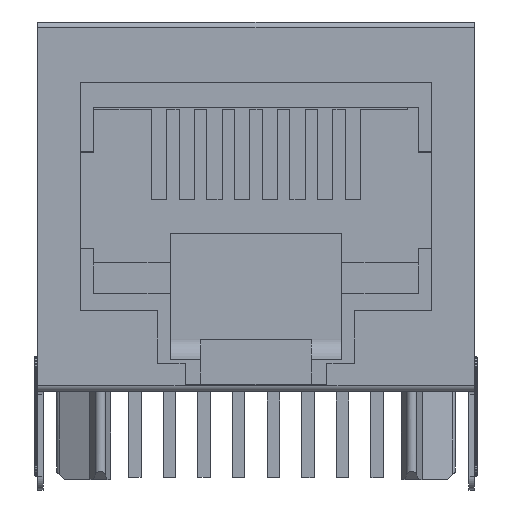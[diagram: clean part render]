
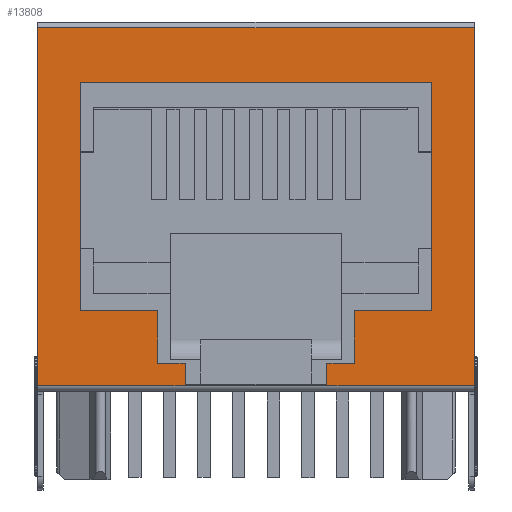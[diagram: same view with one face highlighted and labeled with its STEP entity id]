
A CAD part, top view. The second image highlights one B-rep face of the part: STEP entity #13808.
In plain terms, the highlighted planar face has unit normal (0, 0, 1).
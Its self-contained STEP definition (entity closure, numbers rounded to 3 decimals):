
#1035 = VERTEX_POINT ( 'NONE', #13229 ) ;
#1036 = VERTEX_POINT ( 'NONE', #13228 ) ;
#1037 = VERTEX_POINT ( 'NONE', #13227 ) ;
#1038 = VERTEX_POINT ( 'NONE', #13225 ) ;
#1039 = VERTEX_POINT ( 'NONE', #13223 ) ;
#1040 = VERTEX_POINT ( 'NONE', #13221 ) ;
#1041 = VERTEX_POINT ( 'NONE', #13220 ) ;
#1586 = AXIS2_PLACEMENT_3D ( 'NONE', #2633, #2634, #2635 ) ;
#2614 = PLANE ( 'NONE',  #1586 ) ;
#2633 = CARTESIAN_POINT ( 'NONE',  ( -7.811, -6.642, 0.254 ) ) ;
#2634 = DIRECTION ( 'NONE',  ( 0., 0., 1. ) ) ;
#2635 = DIRECTION ( 'NONE',  ( 1., 0., 0. ) ) ;
#3109 = FACE_OUTER_BOUND ( 'NONE', #16970, .T. ) ;
#3393 = LINE ( 'NONE', #7214, #3396 ) ;
#3396 = VECTOR ( 'NONE', #7216, 1000. ) ;
#3408 = LINE ( 'NONE', #7229, #3410 ) ;
#3409 = LINE ( 'NONE', #7239, #3412 ) ;
#3410 = VECTOR ( 'NONE', #7230, 1000. ) ;
#3411 = LINE ( 'NONE', #7241, #3414 ) ;
#3412 = VECTOR ( 'NONE', #7240, 1000. ) ;
#3413 = LINE ( 'NONE', #7243, #3416 ) ;
#3414 = VECTOR ( 'NONE', #7242, 1000. ) ;
#3415 = LINE ( 'NONE', #7245, #3418 ) ;
#3416 = VECTOR ( 'NONE', #7244, 1000. ) ;
#3417 = LINE ( 'NONE', #7247, #3420 ) ;
#3418 = VECTOR ( 'NONE', #7246, 1000. ) ;
#3419 = LINE ( 'NONE', #7249, #3422 ) ;
#3420 = VECTOR ( 'NONE', #7248, 1000. ) ;
#3421 = LINE ( 'NONE', #7251, #3424 ) ;
#3422 = VECTOR ( 'NONE', #7250, 1000. ) ;
#3423 = LINE ( 'NONE', #7253, #3426 ) ;
#3424 = VECTOR ( 'NONE', #7252, 1000. ) ;
#3425 = LINE ( 'NONE', #7255, #3428 ) ;
#3426 = VECTOR ( 'NONE', #7254, 1000. ) ;
#3427 = LINE ( 'NONE', #7257, #3430 ) ;
#3428 = VECTOR ( 'NONE', #7256, 1000. ) ;
#3429 = LINE ( 'NONE', #7259, #3432 ) ;
#3430 = VECTOR ( 'NONE', #7258, 1000. ) ;
#3431 = LINE ( 'NONE', #7261, #3434 ) ;
#3432 = VECTOR ( 'NONE', #7260, 1000. ) ;
#3434 = VECTOR ( 'NONE', #7262, 1000. ) ;
#3980 = VERTEX_POINT ( 'NONE', #10971 ) ;
#3981 = VERTEX_POINT ( 'NONE', #10981 ) ;
#3992 = VERTEX_POINT ( 'NONE', #10997 ) ;
#5064 = VERTEX_POINT ( 'NONE', #11179 ) ;
#5071 = VERTEX_POINT ( 'NONE', #11186 ) ;
#5079 = VERTEX_POINT ( 'NONE', #11194 ) ;
#5081 = VERTEX_POINT ( 'NONE', #11196 ) ;
#5083 = VERTEX_POINT ( 'NONE', #11198 ) ;
#6997 = ORIENTED_EDGE ( 'NONE', *, *, #16347, .T. ) ;
#6998 = ORIENTED_EDGE ( 'NONE', *, *, #15696, .T. ) ;
#6999 = ORIENTED_EDGE ( 'NONE', *, *, #15695, .T. ) ;
#7000 = ORIENTED_EDGE ( 'NONE', *, *, #15694, .T. ) ;
#7001 = ORIENTED_EDGE ( 'NONE', *, *, #15693, .T. ) ;
#7214 = CARTESIAN_POINT ( 'NONE',  ( -7.811, 6.541, 0.254 ) ) ;
#7216 = DIRECTION ( 'NONE',  ( -1., 0., 0. ) ) ;
#7229 = CARTESIAN_POINT ( 'NONE',  ( 8.014, -6.642, 0.254 ) ) ;
#7230 = DIRECTION ( 'NONE',  ( 0., -1., 0. ) ) ;
#7239 = CARTESIAN_POINT ( 'NONE',  ( -8.014, -6.629, 0.254 ) ) ;
#7240 = DIRECTION ( 'NONE',  ( 0., -1., 0. ) ) ;
#7241 = CARTESIAN_POINT ( 'NONE',  ( -2.604, -5.779, 0.254 ) ) ;
#7242 = DIRECTION ( 'NONE',  ( 0., 1., 0. ) ) ;
#7243 = CARTESIAN_POINT ( 'NONE',  ( -3.15, -5.779, 0.254 ) ) ;
#7244 = DIRECTION ( 'NONE',  ( -1., 0., 0. ) ) ;
#7245 = CARTESIAN_POINT ( 'NONE',  ( -3.6, -5.321, 0.254 ) ) ;
#7246 = DIRECTION ( 'NONE',  ( 0., 1., 0. ) ) ;
#7247 = CARTESIAN_POINT ( 'NONE',  ( -6.452, -3.845, 0.254 ) ) ;
#7248 = DIRECTION ( 'NONE',  ( -1., 0., 0. ) ) ;
#7249 = CARTESIAN_POINT ( 'NONE',  ( -6.452, 4.509, 0.254 ) ) ;
#7250 = DIRECTION ( 'NONE',  ( 0., 1., 0. ) ) ;
#7251 = CARTESIAN_POINT ( 'NONE',  ( 6.452, 4.509, 0.254 ) ) ;
#7252 = DIRECTION ( 'NONE',  ( 1., 0., 0. ) ) ;
#7253 = CARTESIAN_POINT ( 'NONE',  ( 6.452, -5.321, 0.254 ) ) ;
#7254 = DIRECTION ( 'NONE',  ( 0., -1., 0. ) ) ;
#7255 = CARTESIAN_POINT ( 'NONE',  ( 6.452, -3.845, 0.254 ) ) ;
#7256 = DIRECTION ( 'NONE',  ( -1., 0., 0. ) ) ;
#7257 = CARTESIAN_POINT ( 'NONE',  ( 3.6, -5.321, 0.254 ) ) ;
#7258 = DIRECTION ( 'NONE',  ( 0., -1., 0. ) ) ;
#7259 = CARTESIAN_POINT ( 'NONE',  ( -7.811, -5.779, 0.254 ) ) ;
#7260 = DIRECTION ( 'NONE',  ( -1., 0., 0. ) ) ;
#7261 = CARTESIAN_POINT ( 'NONE',  ( 2.604, -6.642, 0.254 ) ) ;
#7262 = DIRECTION ( 'NONE',  ( 0., -1., 0. ) ) ;
#10971 = CARTESIAN_POINT ( 'NONE',  ( -8.014, 6.541, 0.254 ) ) ;
#10981 = CARTESIAN_POINT ( 'NONE',  ( -2.604, -5.779, 0.254 ) ) ;
#10997 = CARTESIAN_POINT ( 'NONE',  ( -3.6, -5.779, 0.254 ) ) ;
#11179 = CARTESIAN_POINT ( 'NONE',  ( -3.6, -3.845, 0.254 ) ) ;
#11186 = CARTESIAN_POINT ( 'NONE',  ( 8.014, -6.592, 0.254 ) ) ;
#11194 = CARTESIAN_POINT ( 'NONE',  ( 2.604, -6.592, 0.254 ) ) ;
#11196 = CARTESIAN_POINT ( 'NONE',  ( -8.014, -6.592, 0.254 ) ) ;
#11198 = CARTESIAN_POINT ( 'NONE',  ( -2.604, -6.592, 0.254 ) ) ;
#12380 = VERTEX_POINT ( 'NONE', #14938 ) ;
#13220 = CARTESIAN_POINT ( 'NONE',  ( 2.604, -5.779, 0.254 ) ) ;
#13221 = CARTESIAN_POINT ( 'NONE',  ( 3.6, -5.779, 0.254 ) ) ;
#13223 = CARTESIAN_POINT ( 'NONE',  ( 3.6, -3.845, 0.254 ) ) ;
#13225 = CARTESIAN_POINT ( 'NONE',  ( 6.452, -3.845, 0.254 ) ) ;
#13227 = CARTESIAN_POINT ( 'NONE',  ( 6.452, 4.508, 0.254 ) ) ;
#13228 = CARTESIAN_POINT ( 'NONE',  ( -6.452, 4.509, 0.254 ) ) ;
#13229 = CARTESIAN_POINT ( 'NONE',  ( -6.452, -3.845, 0.254 ) ) ;
#13359 = LINE ( 'NONE', #13573, #13361 ) ;
#13361 = VECTOR ( 'NONE', #13561, 1000. ) ;
#13362 = LINE ( 'NONE', #13593, #13365 ) ;
#13365 = VECTOR ( 'NONE', #13596, 1000. ) ;
#13561 = DIRECTION ( 'NONE',  ( 1., 0., 0. ) ) ;
#13573 = CARTESIAN_POINT ( 'NONE',  ( -7.811, -6.592, 0.254 ) ) ;
#13593 = CARTESIAN_POINT ( 'NONE',  ( -7.811, -6.592, 0.254 ) ) ;
#13596 = DIRECTION ( 'NONE',  ( 1., 0., 0. ) ) ;
#13808 = ADVANCED_FACE ( 'NONE', ( #3109 ), #2614, .T. ) ;
#14938 = CARTESIAN_POINT ( 'NONE',  ( 8.014, 6.541, 0.254 ) ) ;
#15675 = EDGE_CURVE ( 'NONE', #12380, #3980, #3393, .T. ) ;
#15684 = EDGE_CURVE ( 'NONE', #12380, #5071, #3408, .T. ) ;
#15685 = EDGE_CURVE ( 'NONE', #3980, #5081, #3409, .T. ) ;
#15686 = EDGE_CURVE ( 'NONE', #5083, #3981, #3411, .T. ) ;
#15687 = EDGE_CURVE ( 'NONE', #3981, #3992, #3413, .T. ) ;
#15688 = EDGE_CURVE ( 'NONE', #3992, #5064, #3415, .T. ) ;
#15689 = EDGE_CURVE ( 'NONE', #5064, #1035, #3417, .T. ) ;
#15690 = EDGE_CURVE ( 'NONE', #1035, #1036, #3419, .T. ) ;
#15691 = EDGE_CURVE ( 'NONE', #1036, #1037, #3421, .T. ) ;
#15692 = EDGE_CURVE ( 'NONE', #1037, #1038, #3423, .T. ) ;
#15693 = EDGE_CURVE ( 'NONE', #1038, #1039, #3425, .T. ) ;
#15694 = EDGE_CURVE ( 'NONE', #1039, #1040, #3427, .T. ) ;
#15695 = EDGE_CURVE ( 'NONE', #1040, #1041, #3429, .T. ) ;
#15696 = EDGE_CURVE ( 'NONE', #1041, #5079, #3431, .T. ) ;
#15803 = ORIENTED_EDGE ( 'NONE', *, *, #15692, .T. ) ;
#15804 = ORIENTED_EDGE ( 'NONE', *, *, #15691, .T. ) ;
#15805 = ORIENTED_EDGE ( 'NONE', *, *, #15690, .T. ) ;
#15806 = ORIENTED_EDGE ( 'NONE', *, *, #15689, .T. ) ;
#15807 = ORIENTED_EDGE ( 'NONE', *, *, #15688, .T. ) ;
#15808 = ORIENTED_EDGE ( 'NONE', *, *, #15687, .T. ) ;
#15809 = ORIENTED_EDGE ( 'NONE', *, *, #15686, .T. ) ;
#15810 = ORIENTED_EDGE ( 'NONE', *, *, #16349, .T. ) ;
#15811 = ORIENTED_EDGE ( 'NONE', *, *, #15685, .T. ) ;
#15812 = ORIENTED_EDGE ( 'NONE', *, *, #15675, .T. ) ;
#15813 = ORIENTED_EDGE ( 'NONE', *, *, #15684, .F. ) ;
#16347 = EDGE_CURVE ( 'NONE', #5079, #5071, #13359, .T. ) ;
#16349 = EDGE_CURVE ( 'NONE', #5081, #5083, #13362, .T. ) ;
#16970 = EDGE_LOOP ( 'NONE', ( #15813, #15812, #15811, #15810, #15809, #15808, #15807, #15806, #15805, #15804, #15803, #7001, #7000, #6999, #6998, #6997 ) ) ;
